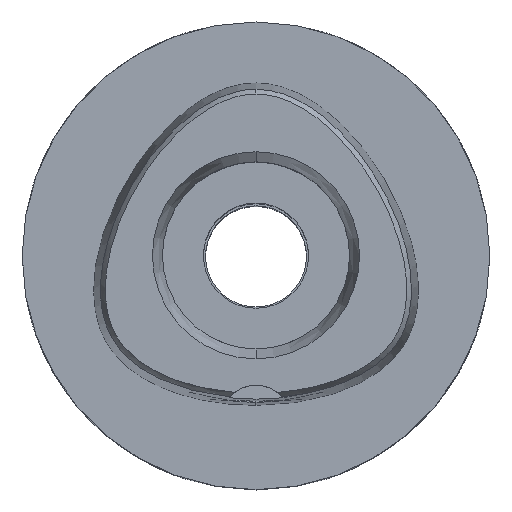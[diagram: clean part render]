
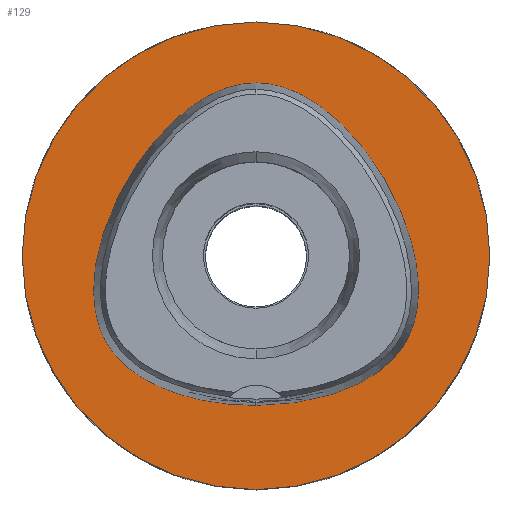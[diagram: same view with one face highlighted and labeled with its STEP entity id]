
A CAD part, top view. The second image highlights one B-rep face of the part: STEP entity #129.
In plain terms, the highlighted planar face has unit normal (0, 0, 1).
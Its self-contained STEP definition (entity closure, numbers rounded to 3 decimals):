
#2 = CARTESIAN_POINT ( 'NONE',  ( -11.74, -24.136, 0. ) ) ;
#31 = CARTESIAN_POINT ( 'NONE',  ( -13.218, 24.044, 0. ) ) ;
#44 = EDGE_CURVE ( 'NONE', #1239, #2244, #1310, .T. ) ;
#49 = VERTEX_POINT ( 'NONE', #2546 ) ;
#63 = ORIENTED_EDGE ( 'NONE', *, *, #913, .F. ) ;
#129 = ADVANCED_FACE ( 'NONE', ( #4960, #645 ), #1005, .F. ) ;
#231 = CARTESIAN_POINT ( 'NONE',  ( 27.684, -8.752, 0. ) ) ;
#261 = CARTESIAN_POINT ( 'NONE',  ( 26.349, -13.395, 0. ) ) ;
#333 = CARTESIAN_POINT ( 'NONE',  ( -25.638, -14.802, 0. ) ) ;
#366 = CARTESIAN_POINT ( 'NONE',  ( -27.101, -11.411, 0. ) ) ;
#385 = ORIENTED_EDGE ( 'NONE', *, *, #44, .F. ) ;
#392 = CARTESIAN_POINT ( 'NONE',  ( -27.855, -5.338, 0. ) ) ;
#449 = CARTESIAN_POINT ( 'NONE',  ( -3.149, 29.34, 0. ) ) ;
#580 = AXIS2_PLACEMENT_3D ( 'NONE', #1153, #1206, #4365 ) ;
#602 = CARTESIAN_POINT ( 'NONE',  ( 0., -25.575, 0. ) ) ;
#626 = CARTESIAN_POINT ( 'NONE',  ( 0., 29.575, 0. ) ) ;
#645 = FACE_BOUND ( 'NONE', #1078, .T. ) ;
#823 = CARTESIAN_POINT ( 'NONE',  ( -26.349, -13.395, 0. ) ) ;
#872 = CARTESIAN_POINT ( 'NONE',  ( 0., 40., 0. ) ) ;
#913 = EDGE_CURVE ( 'NONE', #1080, #49, #1473, .T. ) ;
#976 = CARTESIAN_POINT ( 'NONE',  ( 6.262, 28.351, 0. ) ) ;
#1005 = PLANE ( 'NONE',  #2709 ) ;
#1053 = CARTESIAN_POINT ( 'NONE',  ( 1.05, 29.575, 0. ) ) ;
#1078 = EDGE_LOOP ( 'NONE', ( #2649, #385 ) ) ;
#1080 = VERTEX_POINT ( 'NONE', #872 ) ;
#1120 = CARTESIAN_POINT ( 'NONE',  ( -27.684, -8.752, 0. ) ) ;
#1153 = CARTESIAN_POINT ( 'NONE',  ( 0., 0., 0. ) ) ;
#1206 = DIRECTION ( 'NONE',  ( 0., 0., -1. ) ) ;
#1239 = VERTEX_POINT ( 'NONE', #1551 ) ;
#1310 = B_SPLINE_CURVE_WITH_KNOTS ( 'NONE', 3,
 ( #602, #3428, #3844, #3792, #2598, #3820, #4987, #3013, #5008, #1854, #261, #2184, #231, #1756, #1461, #2938, #4183, #2264, #2163, #3332, #3355, #976, #3738, #1053, #4908 ),
 .UNSPECIFIED., .F., .F.,
 ( 4, 1, 1, 1, 1, 1, 1, 1, 1, 1, 1, 1, 1, 1, 1, 1, 1, 1, 1, 1, 1, 1, 4 ),
 ( 0., 0.083, 0.125, 0.167, 0.208, 0.25, 0.292, 0.312, 0.333, 0.354, 0.375, 0.417, 0.458, 0.5, 0.542, 0.583, 0.667, 0.75, 0.833, 0.875, 0.917, 0.958, 1. ),
 .UNSPECIFIED. ) ;
#1390 = CARTESIAN_POINT ( 'NONE',  ( 0., 0., 0. ) ) ;
#1461 = CARTESIAN_POINT ( 'NONE',  ( 27.537, -1.766, 0. ) ) ;
#1473 = CIRCLE ( 'NONE', #580, 40. ) ;
#1551 = CARTESIAN_POINT ( 'NONE',  ( 0., -25.575, 0. ) ) ;
#1594 = EDGE_LOOP ( 'NONE', ( #63, #4267 ) ) ;
#1598 = B_SPLINE_CURVE_WITH_KNOTS ( 'NONE', 3,
 ( #2283, #3560, #449, #4280, #4360, #31, #2314, #4314, #2727, #3116, #3861, #392, #1120, #366, #823, #333, #1624, #2394, #2671, #3173, #3531, #2, #4253, #3974, #5054 ),
 .UNSPECIFIED., .F., .F.,
 ( 4, 1, 1, 1, 1, 1, 1, 1, 1, 1, 1, 1, 1, 1, 1, 1, 1, 1, 1, 1, 1, 1, 4 ),
 ( 0., 0.042, 0.083, 0.125, 0.167, 0.25, 0.333, 0.417, 0.458, 0.5, 0.542, 0.583, 0.625, 0.646, 0.667, 0.687, 0.708, 0.75, 0.792, 0.833, 0.875, 0.917, 1. ),
 .UNSPECIFIED. ) ;
#1624 = CARTESIAN_POINT ( 'NONE',  ( -24.775, -16.122, 0. ) ) ;
#1756 = CARTESIAN_POINT ( 'NONE',  ( 27.855, -5.338, 0. ) ) ;
#1832 = DIRECTION ( 'NONE',  ( 0., 0., -1. ) ) ;
#1854 = CARTESIAN_POINT ( 'NONE',  ( 25.638, -14.802, 0. ) ) ;
#2042 = DIRECTION ( 'NONE',  ( 0., -1., 0. ) ) ;
#2163 = CARTESIAN_POINT ( 'NONE',  ( 17.753, 19.522, 0. ) ) ;
#2184 = CARTESIAN_POINT ( 'NONE',  ( 27.101, -11.411, 0. ) ) ;
#2244 = VERTEX_POINT ( 'NONE', #626 ) ;
#2264 = CARTESIAN_POINT ( 'NONE',  ( 22.339, 12.897, 0. ) ) ;
#2283 = CARTESIAN_POINT ( 'NONE',  ( 0., 29.575, 0. ) ) ;
#2314 = CARTESIAN_POINT ( 'NONE',  ( -17.753, 19.522, 0. ) ) ;
#2394 = CARTESIAN_POINT ( 'NONE',  ( -23.433, -17.764, 0. ) ) ;
#2454 = AXIS2_PLACEMENT_3D ( 'NONE', #3915, #3581, #2042 ) ;
#2546 = CARTESIAN_POINT ( 'NONE',  ( 0., -40., 0. ) ) ;
#2598 = CARTESIAN_POINT ( 'NONE',  ( 15.298, -22.965, 0. ) ) ;
#2649 = ORIENTED_EDGE ( 'NONE', *, *, #4986, .F. ) ;
#2671 = CARTESIAN_POINT ( 'NONE',  ( -21.421, -19.599, 0. ) ) ;
#2709 = AXIS2_PLACEMENT_3D ( 'NONE', #1390, #1832, #2966 ) ;
#2727 = CARTESIAN_POINT ( 'NONE',  ( -25.209, 6.827, 0. ) ) ;
#2938 = CARTESIAN_POINT ( 'NONE',  ( 26.772, 1.9, 0. ) ) ;
#2966 = DIRECTION ( 'NONE',  ( 0., -1., 0. ) ) ;
#3013 = CARTESIAN_POINT ( 'NONE',  ( 23.433, -17.764, 0. ) ) ;
#3116 = CARTESIAN_POINT ( 'NONE',  ( -26.772, 1.9, 0. ) ) ;
#3173 = CARTESIAN_POINT ( 'NONE',  ( -18.55, -21.454, 0. ) ) ;
#3332 = CARTESIAN_POINT ( 'NONE',  ( 13.218, 24.044, 0. ) ) ;
#3355 = CARTESIAN_POINT ( 'NONE',  ( 9.305, 26.792, 0. ) ) ;
#3428 = CARTESIAN_POINT ( 'NONE',  ( 2.677, -25.575, 0. ) ) ;
#3531 = CARTESIAN_POINT ( 'NONE',  ( -15.298, -22.965, 0. ) ) ;
#3560 = CARTESIAN_POINT ( 'NONE',  ( -1.05, 29.575, 0. ) ) ;
#3581 = DIRECTION ( 'NONE',  ( 0., 0., -1. ) ) ;
#3738 = CARTESIAN_POINT ( 'NONE',  ( 3.149, 29.34, 0. ) ) ;
#3792 = CARTESIAN_POINT ( 'NONE',  ( 11.74, -24.136, 0. ) ) ;
#3820 = CARTESIAN_POINT ( 'NONE',  ( 18.55, -21.454, 0. ) ) ;
#3844 = CARTESIAN_POINT ( 'NONE',  ( 6.692, -25.245, 0. ) ) ;
#3861 = CARTESIAN_POINT ( 'NONE',  ( -27.537, -1.766, 0. ) ) ;
#3915 = CARTESIAN_POINT ( 'NONE',  ( 0., 0., 0. ) ) ;
#3974 = CARTESIAN_POINT ( 'NONE',  ( -2.677, -25.575, 0. ) ) ;
#4129 = EDGE_CURVE ( 'NONE', #49, #1080, #4684, .T. ) ;
#4183 = CARTESIAN_POINT ( 'NONE',  ( 25.209, 6.827, 0. ) ) ;
#4253 = CARTESIAN_POINT ( 'NONE',  ( -6.692, -25.245, 0. ) ) ;
#4267 = ORIENTED_EDGE ( 'NONE', *, *, #4129, .F. ) ;
#4280 = CARTESIAN_POINT ( 'NONE',  ( -6.262, 28.351, 0. ) ) ;
#4314 = CARTESIAN_POINT ( 'NONE',  ( -22.339, 12.897, 0. ) ) ;
#4360 = CARTESIAN_POINT ( 'NONE',  ( -9.305, 26.792, 0. ) ) ;
#4365 = DIRECTION ( 'NONE',  ( 0., 1., 0. ) ) ;
#4684 = CIRCLE ( 'NONE', #2454, 40. ) ;
#4908 = CARTESIAN_POINT ( 'NONE',  ( 0., 29.575, 0. ) ) ;
#4960 = FACE_OUTER_BOUND ( 'NONE', #1594, .T. ) ;
#4986 = EDGE_CURVE ( 'NONE', #2244, #1239, #1598, .T. ) ;
#4987 = CARTESIAN_POINT ( 'NONE',  ( 21.421, -19.599, 0. ) ) ;
#5008 = CARTESIAN_POINT ( 'NONE',  ( 24.775, -16.122, 0. ) ) ;
#5054 = CARTESIAN_POINT ( 'NONE',  ( 0., -25.575, 0. ) ) ;
